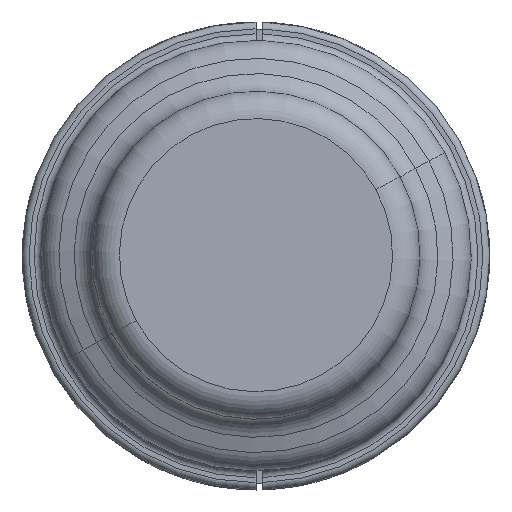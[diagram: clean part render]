
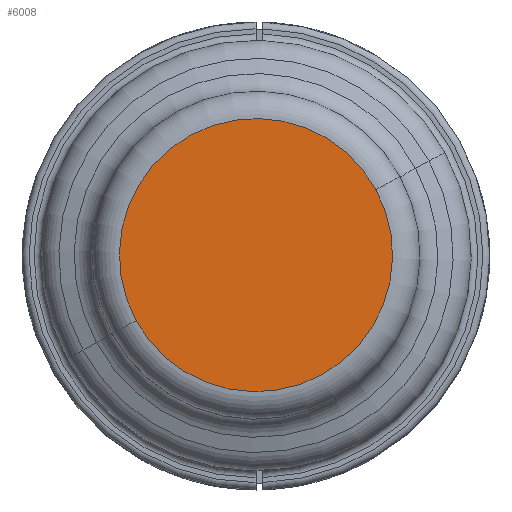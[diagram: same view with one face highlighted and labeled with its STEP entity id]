
A CAD part, top view. The second image highlights one B-rep face of the part: STEP entity #6008.
In plain terms, the highlighted planar face has unit normal (0, 0, 1).
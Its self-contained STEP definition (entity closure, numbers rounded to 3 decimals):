
#5985=CARTESIAN_POINT('Axis2P3D Location',(-40.,150.,188.5)) ;
#5990=CARTESIAN_POINT('Axis2P3D Location',(0.,150.,188.5)) ;
#5994=CARTESIAN_POINT('Vertex',(35.103,169.177,188.5)) ;
#5996=CARTESIAN_POINT('Vertex',(-35.103,130.823,188.5)) ;
#5999=CARTESIAN_POINT('Axis2P3D Location',(0.,150.,188.5)) ;
#5986=DIRECTION('Axis2P3D Direction',(0.,0.,1.)) ;
#5987=DIRECTION('Axis2P3D XDirection',(1.,0.,0.)) ;
#5991=DIRECTION('Axis2P3D Direction',(0.,0.,1.)) ;
#6000=DIRECTION('Axis2P3D Direction',(0.,0.,1.)) ;
#5988=AXIS2_PLACEMENT_3D('Plane Axis2P3D',#5985,#5986,#5987) ;
#5992=AXIS2_PLACEMENT_3D('Circle Axis2P3D',#5990,#5991,$) ;
#6001=AXIS2_PLACEMENT_3D('Circle Axis2P3D',#5999,#6000,$) ;
#5993=CIRCLE('generated circle',#5992,40.) ;
#6002=CIRCLE('generated circle',#6001,40.) ;
#5989=PLANE('',#5988) ;
#5998=EDGE_CURVE('',#5995,#5997,#5993,.T.) ;
#6003=EDGE_CURVE('',#5997,#5995,#6002,.T.) ;
#6005=ORIENTED_EDGE('',*,*,#5998,.T.) ;
#6006=ORIENTED_EDGE('',*,*,#6003,.T.) ;
#6004=EDGE_LOOP('',(#6005,#6006)) ;
#5995=VERTEX_POINT('',#5994) ;
#5997=VERTEX_POINT('',#5996) ;
#6008=ADVANCED_FACE('PartBody',(#6007),#5989,.T.) ;
#6007=FACE_OUTER_BOUND('',#6004,.T.) ;
